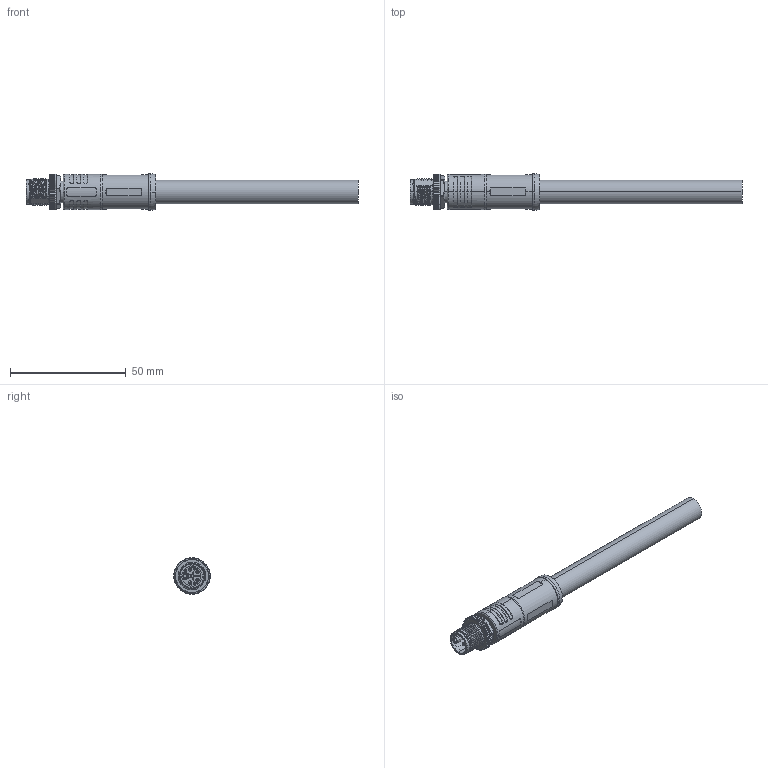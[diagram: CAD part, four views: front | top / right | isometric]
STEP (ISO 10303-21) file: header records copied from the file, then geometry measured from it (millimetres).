
FILE_DESCRIPTION (( 'STEP AP214' ), '1' );
FILE_NAME ('TRGK504-U4B-1M_3D.step', '2024-11-11T16:29:46', ( '' ), ( '' ), 'SwSTEP 2.0', 'SolidWorks 2022', '' );
FILE_SCHEMA (( 'AUTOMOTIVE_DESIGN' ));
Length unit declared in the file: inch
Products named in the file (1): TRGK504-U4B-1M_3D
Bounding box: 143.5 x 15.8 x 15.8 mm (x, y, z)
Surface area: 7472.1 mm2 (no closed solid volume)
Topology: 0 solids, 2 shells, 796 faces, 2171 edges, 1374 vertices
Faces by surface type: plane 265, bspline 255, cylinder 221, cone 55
Entity records: 40141 total; most frequent: CARTESIAN_POINT 17097, ORIENTED_EDGE 4263, DIRECTION 3242, EDGE_CURVE 2133, VERTEX_POINT 1374, AXIS2_PLACEMENT_3D 1159, LINE 924, VECTOR 924
